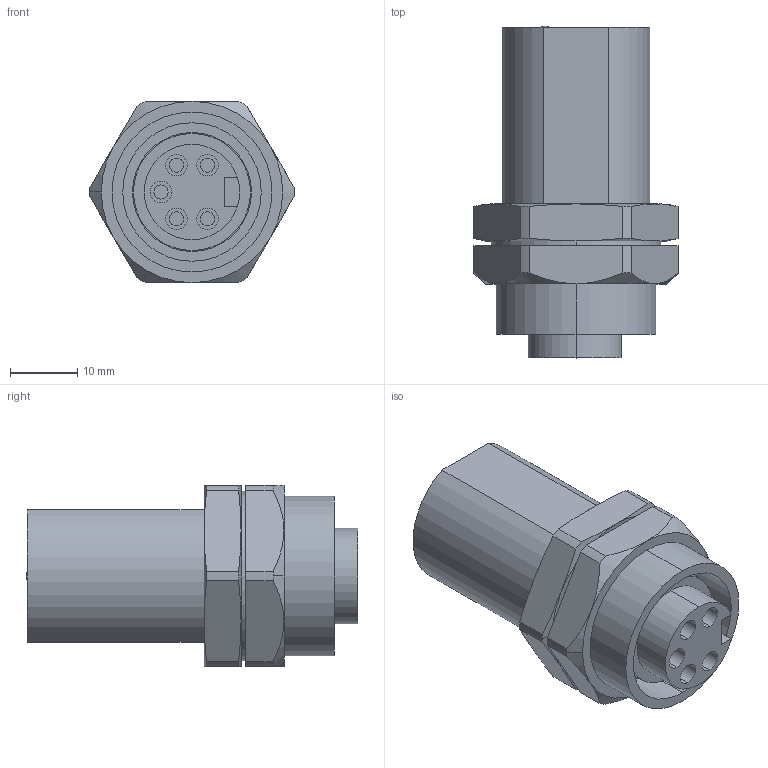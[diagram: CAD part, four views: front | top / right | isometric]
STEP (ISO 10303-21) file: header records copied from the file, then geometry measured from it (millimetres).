
FILE_DESCRIPTION (( 'STEP AP203' ), '1' );
FILE_NAME ('P349.STEP', '2020-04-15T06:36:11', ( 'edpusr' ), ( 'Microsoft' ), 'SwSTEP 2.0', 'SolidWorks 2015', '' );
FILE_SCHEMA (( 'CONFIG_CONTROL_DESIGN' ));
Length unit declared in the file: millimetre
Products named in the file (1): P349
Bounding box: 30.4 x 49.4 x 27 mm (x, y, z)
Volume: 18301.6 mm3; surface area: 9108.8 mm2
Topology: 3 solids, 3 shells, 156 faces, 363 edges, 228 vertices
Faces by surface type: cylinder 77, plane 51, cone 21, bspline 7
Entity records: 4665 total; most frequent: CARTESIAN_POINT 1021, DIRECTION 799, ORIENTED_EDGE 698, EDGE_CURVE 349, AXIS2_PLACEMENT_3D 338, VERTEX_POINT 228, CIRCLE 188, EDGE_LOOP 185
